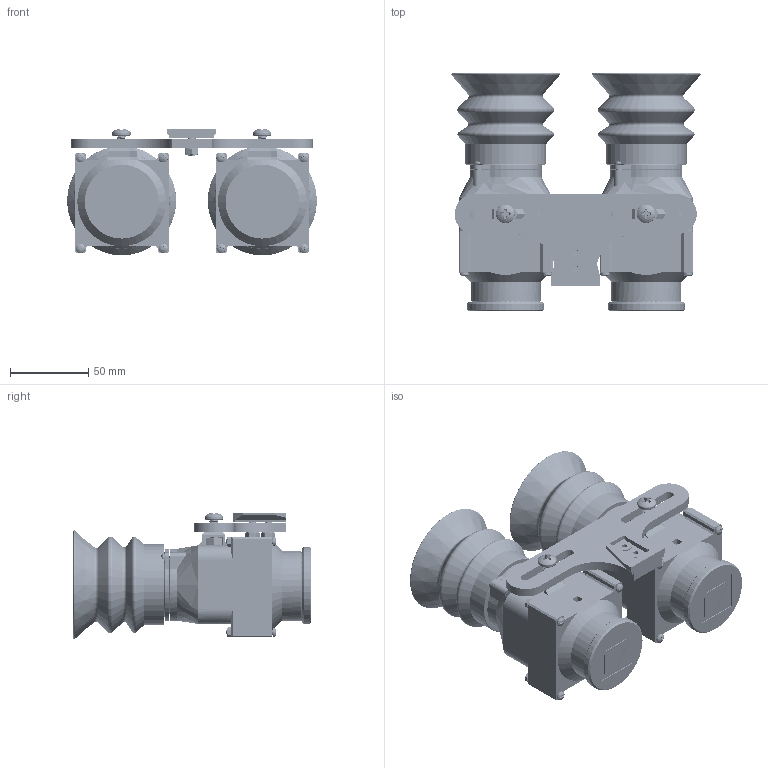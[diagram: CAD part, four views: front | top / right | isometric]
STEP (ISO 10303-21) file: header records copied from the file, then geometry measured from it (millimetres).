
FILE_DESCRIPTION(/* description */ (''),/* implementation_level */ '2;1');
FILE_NAME(/* name */ 'Night Vision Goggles v7.step',/* time_stamp */ '2024-01-10T08:21:20+02:00',/* author */ (''),/* organization */ (''),/* preprocessor_version */ 'ST-DEVELOPER v20',/* originating_system */ 'Autodesk Translation Framework v12.14.0.127',/* authorisation */ '');
FILE_SCHEMA (('AUTOMOTIVE_DESIGN { 1 0 10303 214 3 1 1 }'));
Products named in the file (24): Night Vision Goggles; bridge assembly; Bridge for dovetail v7; wilcox_dovetail_v4 v3; 91263A834_Zinc-Plated Alloy Steel Hex Drive Flat Head Screw; 90592A095_Steel Hex Nut; Night Vision Singular Camera; Night Vision Singular Camera_1; NightCat3; Adafruit 2" NTSC/PAL Display v4; 93655A005_Male-Female Threaded Hex Standoff; 92095A471_Button Head Hex Drive Screw; 92000A132_Passivated 18-8 Stainless Steel Pan Head Phillips Screws; Assembly; Assembly Lid; Camera Cap; 42mm lens; Lens Assembly; 91423A110_Fine-Thread Medium-Strength Steel Hex Nut; Eye Cup Edmund; 90116A311_316 Stainless Steel Pan Head Phillips Screws; Lens Protector; 91028A411_JIS Hex Nut; 90116A151_316 Stainless Steel Pan Head Phillips Screws
Assembly tree (67 placements, depth 3):
  Night Vision Goggles
    bridge assembly
      Bridge for dovetail v7
      wilcox_dovetail_v4 v3
      91263A834_Zinc-Plated Alloy Steel Hex Drive Flat Head Screw  x2
      90592A095_Steel Hex Nut  x2
    Night Vision Singular Camera
      NightCat3
      Adafruit 2" NTSC/PAL Display v4
      93655A005_Male-Female Threaded Hex Standoff  x4
      92095A471_Button Head Hex Drive Screw  x4
      92000A132_Passivated 18-8 Stainless Steel Pan Head Phillips Screws  x4
      Assembly
      Assembly Lid
      Camera Cap
      42mm lens
      Lens Assembly
      91423A110_Fine-Thread Medium-Strength Steel Hex Nut
      Eye Cup Edmund
      90116A311_316 Stainless Steel Pan Head Phillips Screws
      Lens Protector
      91028A411_JIS Hex Nut  x4
      90116A151_316 Stainless Steel Pan Head Phillips Screws  x2
    Night Vision Singular Camera_1
      NightCat3
      Adafruit 2" NTSC/PAL Display v4
      93655A005_Male-Female Threaded Hex Standoff  x4
      92095A471_Button Head Hex Drive Screw  x4
      92000A132_Passivated 18-8 Stainless Steel Pan Head Phillips Screws  x4
      Assembly
      Assembly Lid
      Camera Cap
      42mm lens
      Lens Assembly
      91423A110_Fine-Thread Medium-Strength Steel Hex Nut
      Eye Cup Edmund
      90116A311_316 Stainless Steel Pan Head Phillips Screws
      Lens Protector
      91028A411_JIS Hex Nut  x4
      90116A151_316 Stainless Steel Pan Head Phillips Screws  x2
Bounding box: 159.84 x 152.54 x 81.05 mm (x, y, z)
Volume: 304273.4 mm3; surface area: 234503.9 mm2
Topology: 66 solids, 68 shells, 6281 faces, 17484 edges, 11456 vertices
Faces by surface type: cylinder 3476, plane 1593, cone 620, bspline 418, torus 130, sphere 44
Full cylindrical faces by diameter (mm): 1 x2, 2 x8, 2.529 x192, 3 x24, 3.086 x104, 6 x4, 7 x2, 8 x2, 11.5 x2, 13.55 x2, 15.514 x2, 17 x2, 19.6 x2, 25 x2, 34.136 x2, 36.187 x2, 37.4 x2, 40 x2, 41 x2, 42 x4, 42.2 x2, 42.529 x2, 43 x2, 43.238 x2, 43.632 x2, 44.822 x2, 45 x2, 45.483 x2, 46.987 x2, 49.245 x2
Entity records: 117358 total; most frequent: CARTESIAN_POINT 64293, ORIENTED_EDGE 12324, DIRECTION 9273, EDGE_CURVE 6162, VERTEX_POINT 4102, LINE 3091, VECTOR 3091, AXIS2_PLACEMENT_3D 3091
